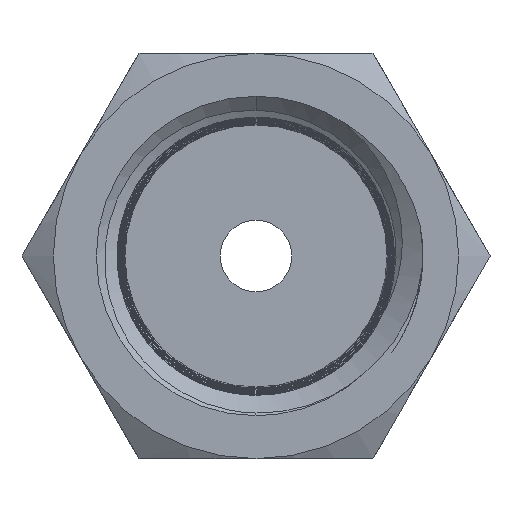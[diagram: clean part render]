
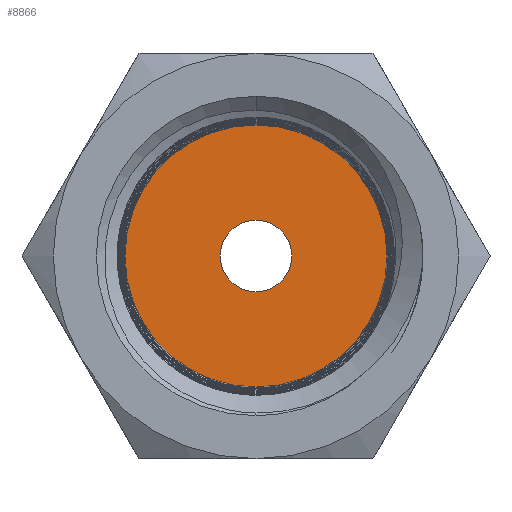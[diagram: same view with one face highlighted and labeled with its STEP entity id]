
A CAD part, front view. The second image highlights one B-rep face of the part: STEP entity #8866.
In plain terms, the highlighted planar face has unit normal (0, -1, 0).
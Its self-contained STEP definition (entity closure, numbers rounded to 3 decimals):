
#216 = AXIS2_PLACEMENT_3D ( 'NONE', #19728, #5734, #22043 ) ;
#1241 = VERTEX_POINT ( 'NONE', #14862 ) ;
#1948 = DIRECTION ( 'NONE',  ( 0., -1., 0. ) ) ;
#5190 = CIRCLE ( 'NONE', #26801, 5.498 ) ;
#5564 = CIRCLE ( 'NONE', #216, 5.498 ) ;
#5734 = DIRECTION ( 'NONE',  ( 0., -1., 0. ) ) ;
#6353 = ORIENTED_EDGE ( 'NONE', *, *, #8719, .F. ) ;
#6884 = ORIENTED_EDGE ( 'NONE', *, *, #28259, .T. ) ;
#7029 = CARTESIAN_POINT ( 'NONE',  ( 0., -9.907, -1.5 ) ) ;
#8719 = EDGE_CURVE ( 'NONE', #9983, #27774, #30131, .T. ) ;
#8866 = ADVANCED_FACE ( 'NONE', ( #18776, #24239 ), #17266, .T. ) ;
#9846 = CARTESIAN_POINT ( 'NONE',  ( 0., -9.907, 0. ) ) ;
#9983 = VERTEX_POINT ( 'NONE', #7029 ) ;
#10658 = AXIS2_PLACEMENT_3D ( 'NONE', #27562, #13582, #29903 ) ;
#11579 = CARTESIAN_POINT ( 'NONE',  ( 0., -9.907, 1.5 ) ) ;
#11927 = EDGE_LOOP ( 'NONE', ( #17342, #6353 ) ) ;
#12207 = DIRECTION ( 'NONE',  ( 0., 0., -1. ) ) ;
#12682 = CARTESIAN_POINT ( 'NONE',  ( 0., -9.907, 0. ) ) ;
#13582 = DIRECTION ( 'NONE',  ( 0., -1., 0. ) ) ;
#14049 = VERTEX_POINT ( 'NONE', #15058 ) ;
#14862 = CARTESIAN_POINT ( 'NONE',  ( 0., -9.907, -5.498 ) ) ;
#15009 = DIRECTION ( 'NONE',  ( 0., 0., -1. ) ) ;
#15058 = CARTESIAN_POINT ( 'NONE',  ( 0., -9.907, 5.498 ) ) ;
#15932 = CARTESIAN_POINT ( 'NONE',  ( 0., -9.907, 0. ) ) ;
#16581 = ORIENTED_EDGE ( 'NONE', *, *, #28610, .T. ) ;
#17266 = PLANE ( 'NONE',  #24766 ) ;
#17342 = ORIENTED_EDGE ( 'NONE', *, *, #19316, .F. ) ;
#18304 = DIRECTION ( 'NONE',  ( 0., 0., -1. ) ) ;
#18776 = FACE_BOUND ( 'NONE', #11927, .T. ) ;
#19087 = AXIS2_PLACEMENT_3D ( 'NONE', #9846, #26150, #12207 ) ;
#19316 = EDGE_CURVE ( 'NONE', #27774, #9983, #24873, .T. ) ;
#19728 = CARTESIAN_POINT ( 'NONE',  ( 0., -9.907, 0. ) ) ;
#22043 = DIRECTION ( 'NONE',  ( 0., 0., -1. ) ) ;
#24239 = FACE_OUTER_BOUND ( 'NONE', #25720, .T. ) ;
#24766 = AXIS2_PLACEMENT_3D ( 'NONE', #12682, #29007, #15009 ) ;
#24873 = CIRCLE ( 'NONE', #10658, 1.5 ) ;
#25720 = EDGE_LOOP ( 'NONE', ( #16581, #6884 ) ) ;
#26150 = DIRECTION ( 'NONE',  ( 0., -1., 0. ) ) ;
#26801 = AXIS2_PLACEMENT_3D ( 'NONE', #15932, #1948, #18304 ) ;
#27562 = CARTESIAN_POINT ( 'NONE',  ( 0., -9.907, 0. ) ) ;
#27774 = VERTEX_POINT ( 'NONE', #11579 ) ;
#28259 = EDGE_CURVE ( 'NONE', #14049, #1241, #5564, .T. ) ;
#28610 = EDGE_CURVE ( 'NONE', #1241, #14049, #5190, .T. ) ;
#29007 = DIRECTION ( 'NONE',  ( 0., -1., 0. ) ) ;
#29903 = DIRECTION ( 'NONE',  ( 0., 0., -1. ) ) ;
#30131 = CIRCLE ( 'NONE', #19087, 1.5 ) ;
